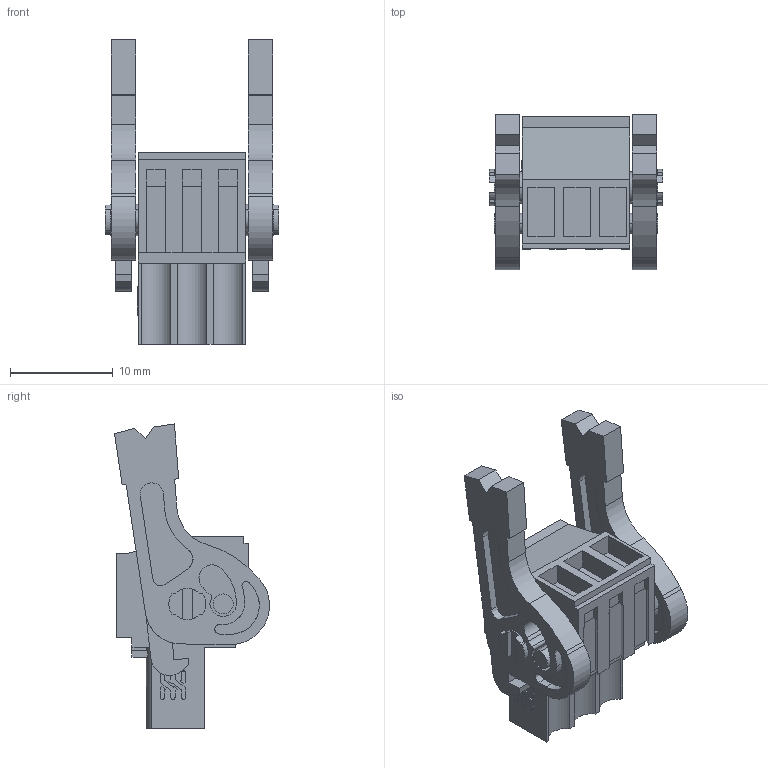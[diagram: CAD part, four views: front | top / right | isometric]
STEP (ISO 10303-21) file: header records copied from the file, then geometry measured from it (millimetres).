
FILE_DESCRIPTION(('CATIA V5 STEP Exchange','CAx-IF Rec.Pracs.--- Model Styling and Organization---1.2---2011-12-15'),'2;1');
FILE_NAME ('D1452677_0_1531000000_1531000000.stp','2017-04-25T12:45:32+00:00',('none'),('Weidmueller'),'CATIA Version 5-6 Release 2014','CATIA V5 STEP AP214','none');
FILE_SCHEMA(('AUTOMOTIVE_DESIGN { 1 0 10303 214 1 1 1 1 }'));
Length unit declared in the file: millimetre
Products named in the file (1): 1531000000
Bounding box: 16.9 x 15.12 x 29.66 mm (x, y, z)
Volume: 2208.8 mm3; surface area: 2751.5 mm2
Topology: 6 solids, 6 shells, 415 faces, 1133 edges, 760 vertices
Faces by surface type: plane 297, extrusion 60, cylinder 58
Entity records: 13323 total; most frequent: CARTESIAN_POINT 3386, ORIENTED_EDGE 2266, DIRECTION 1573, EDGE_CURVE 1133, VECTOR 865, LINE 805, VERTEX_POINT 760, EDGE_LOOP 453
